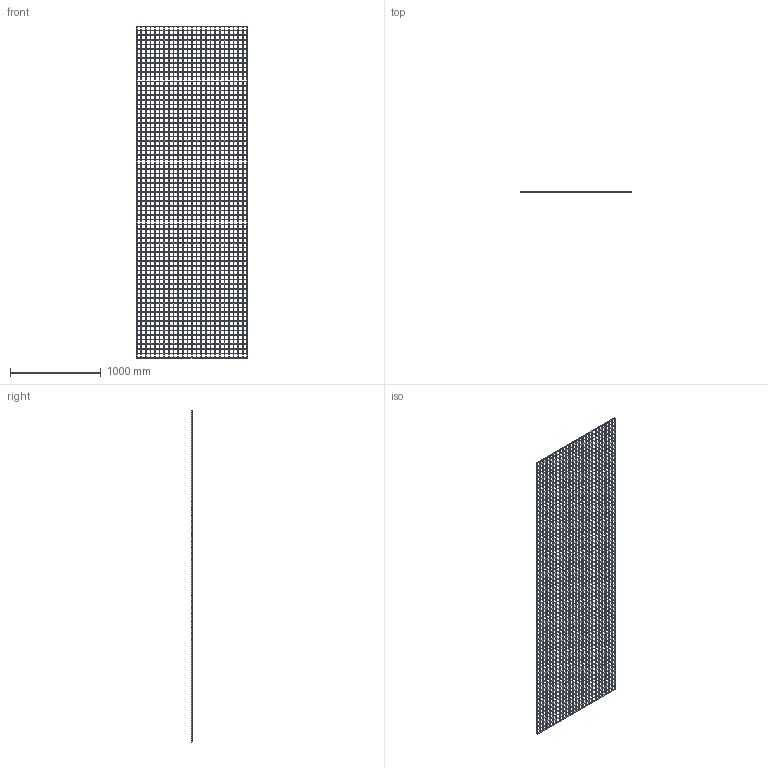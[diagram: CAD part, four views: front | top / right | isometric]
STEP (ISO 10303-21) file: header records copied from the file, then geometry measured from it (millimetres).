
FILE_DESCRIPTION(/* description */ (''),/* implementation_level */ '2;1');
FILE_NAME(/* name */ '3658x1220x12.5.stp',/* time_stamp */ '2019-10-31T14:29:00+01:00',/* author */ ('mma'),/* organization */ (''),/* preprocessor_version */ 'ST-DEVELOPER v16.5',/* originating_system */ 'Autodesk Inventor 2017',/* authorisation */ '');
FILE_SCHEMA (('AUTOMOTIVE_DESIGN { 1 0 10303 214 3 1 1 }'));
Products named in the file (1): 50mm rist
Bounding box: 1220.52 x 12.5 x 3658.52 mm (x, y, z)
Volume: 12297472.7 mm3; surface area: 5967963 mm2
Topology: 1 solids, 1 shells, 6918 faces, 20748 edges, 13832 vertices
Faces by surface type: plane 6918
Entity records: 235202 total; most frequent: CARTESIAN_POINT 41499, ORIENTED_EDGE 41496, DIRECTION 34586, LINE 20748, VECTOR 20748, EDGE_CURVE 20748, VERTEX_POINT 13832, EDGE_LOOP 10374
